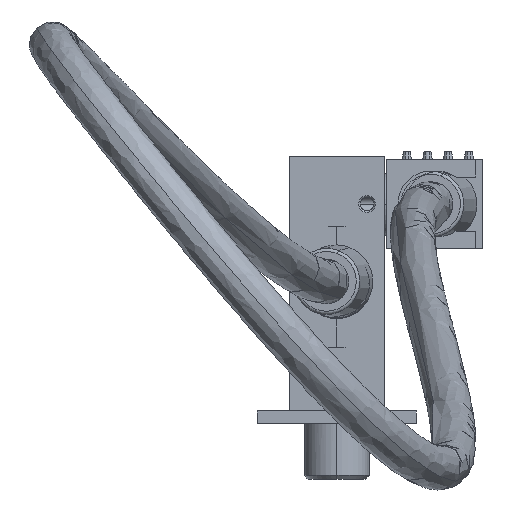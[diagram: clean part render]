
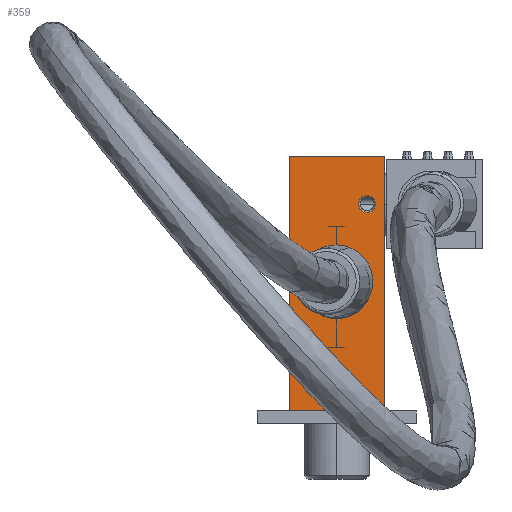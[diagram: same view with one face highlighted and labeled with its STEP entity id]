
A CAD part, front view. The second image highlights one B-rep face of the part: STEP entity #359.
In plain terms, the highlighted planar face has unit normal (0, -1, 0).
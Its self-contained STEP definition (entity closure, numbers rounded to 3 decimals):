
#140=CARTESIAN_POINT('Vertex',(6.9,-15.,65.)) ;
#143=CARTESIAN_POINT('Axis2P3D Location',(9.5,-15.,65.)) ;
#147=CARTESIAN_POINT('Vertex',(9.5,-15.,62.4)) ;
#150=CARTESIAN_POINT('Axis2P3D Location',(9.5,-15.,65.)) ;
#154=CARTESIAN_POINT('Vertex',(12.1,-15.,65.)) ;
#234=CARTESIAN_POINT('Axis2P3D Location',(0.,-15.,0.)) ;
#239=CARTESIAN_POINT('Line Origine',(0.,-15.,0.)) ;
#243=CARTESIAN_POINT('Vertex',(15.,-15.,0.)) ;
#245=CARTESIAN_POINT('Vertex',(-15.,-15.,0.)) ;
#248=CARTESIAN_POINT('Line Origine',(15.,-15.,40.)) ;
#252=CARTESIAN_POINT('Vertex',(15.,-15.,80.)) ;
#255=CARTESIAN_POINT('Line Origine',(0.,-15.,80.)) ;
#259=CARTESIAN_POINT('Vertex',(-15.,-15.,80.)) ;
#262=CARTESIAN_POINT('Line Origine',(-15.,-15.,40.)) ;
#273=CARTESIAN_POINT('Axis2P3D Location',(0.,-15.,40.)) ;
#277=CARTESIAN_POINT('Vertex',(0.,-15.,29.25)) ;
#279=CARTESIAN_POINT('Vertex',(-0.213,-15.,50.748)) ;
#282=CARTESIAN_POINT('Axis2P3D Location',(0.,-15.,40.)) ;
#286=CARTESIAN_POINT('Vertex',(0.,-15.,50.75)) ;
#289=CARTESIAN_POINT('Axis2P3D Location',(0.,-15.,40.)) ;
#293=CARTESIAN_POINT('Vertex',(0.213,-15.,29.252)) ;
#296=CARTESIAN_POINT('Axis2P3D Location',(0.,-15.,40.)) ;
#307=CARTESIAN_POINT('Axis2P3D Location',(9.5,-15.,65.)) ;
#311=CARTESIAN_POINT('Vertex',(9.5,-15.,67.6)) ;
#314=CARTESIAN_POINT('Axis2P3D Location',(9.5,-15.,65.)) ;
#325=CARTESIAN_POINT('Axis2P3D Location',(0.,-15.,6.)) ;
#329=CARTESIAN_POINT('Vertex',(-2.6,-15.,6.)) ;
#331=CARTESIAN_POINT('Vertex',(0.,-15.,8.6)) ;
#334=CARTESIAN_POINT('Axis2P3D Location',(0.,-15.,6.)) ;
#338=CARTESIAN_POINT('Vertex',(2.6,-15.,6.)) ;
#341=CARTESIAN_POINT('Axis2P3D Location',(0.,-15.,6.)) ;
#345=CARTESIAN_POINT('Vertex',(0.,-15.,3.4)) ;
#348=CARTESIAN_POINT('Axis2P3D Location',(0.,-15.,6.)) ;
#241=VECTOR('Line Direction',#240,1.) ;
#250=VECTOR('Line Direction',#249,1.) ;
#257=VECTOR('Line Direction',#256,1.) ;
#264=VECTOR('Line Direction',#263,1.) ;
#144=DIRECTION('Axis2P3D Direction',(0.,-1.,0.)) ;
#151=DIRECTION('Axis2P3D Direction',(0.,-1.,0.)) ;
#235=DIRECTION('Axis2P3D Direction',(-0.,1.,0.)) ;
#236=DIRECTION('Axis2P3D XDirection',(1.,0.,0.)) ;
#240=DIRECTION('Vector Direction',(-1.,0.,0.)) ;
#249=DIRECTION('Vector Direction',(0.,0.,-1.)) ;
#256=DIRECTION('Vector Direction',(1.,0.,0.)) ;
#263=DIRECTION('Vector Direction',(0.,0.,1.)) ;
#274=DIRECTION('Axis2P3D Direction',(-0.,1.,0.)) ;
#283=DIRECTION('Axis2P3D Direction',(-0.,1.,0.)) ;
#290=DIRECTION('Axis2P3D Direction',(-0.,1.,0.)) ;
#297=DIRECTION('Axis2P3D Direction',(-0.,1.,0.)) ;
#308=DIRECTION('Axis2P3D Direction',(-0.,1.,0.)) ;
#315=DIRECTION('Axis2P3D Direction',(-0.,1.,0.)) ;
#326=DIRECTION('Axis2P3D Direction',(-0.,1.,0.)) ;
#335=DIRECTION('Axis2P3D Direction',(-0.,1.,0.)) ;
#342=DIRECTION('Axis2P3D Direction',(-0.,1.,0.)) ;
#349=DIRECTION('Axis2P3D Direction',(-0.,1.,0.)) ;
#145=AXIS2_PLACEMENT_3D('Circle Axis2P3D',#143,#144,$) ;
#152=AXIS2_PLACEMENT_3D('Circle Axis2P3D',#150,#151,$) ;
#237=AXIS2_PLACEMENT_3D('Plane Axis2P3D',#234,#235,#236) ;
#275=AXIS2_PLACEMENT_3D('Circle Axis2P3D',#273,#274,$) ;
#284=AXIS2_PLACEMENT_3D('Circle Axis2P3D',#282,#283,$) ;
#291=AXIS2_PLACEMENT_3D('Circle Axis2P3D',#289,#290,$) ;
#298=AXIS2_PLACEMENT_3D('Circle Axis2P3D',#296,#297,$) ;
#309=AXIS2_PLACEMENT_3D('Circle Axis2P3D',#307,#308,$) ;
#316=AXIS2_PLACEMENT_3D('Circle Axis2P3D',#314,#315,$) ;
#327=AXIS2_PLACEMENT_3D('Circle Axis2P3D',#325,#326,$) ;
#336=AXIS2_PLACEMENT_3D('Circle Axis2P3D',#334,#335,$) ;
#343=AXIS2_PLACEMENT_3D('Circle Axis2P3D',#341,#342,$) ;
#350=AXIS2_PLACEMENT_3D('Circle Axis2P3D',#348,#349,$) ;
#242=LINE('Line',#239,#241) ;
#251=LINE('Line',#248,#250) ;
#258=LINE('Line',#255,#257) ;
#265=LINE('Line',#262,#264) ;
#146=CIRCLE('generated circle',#145,2.6) ;
#153=CIRCLE('generated circle',#152,2.6) ;
#276=CIRCLE('generated circle',#275,10.75) ;
#285=CIRCLE('generated circle',#284,10.75) ;
#292=CIRCLE('generated circle',#291,10.75) ;
#299=CIRCLE('generated circle',#298,10.75) ;
#310=CIRCLE('generated circle',#309,2.6) ;
#317=CIRCLE('generated circle',#316,2.6) ;
#328=CIRCLE('generated circle',#327,2.6) ;
#337=CIRCLE('generated circle',#336,2.6) ;
#344=CIRCLE('generated circle',#343,2.6) ;
#351=CIRCLE('generated circle',#350,2.6) ;
#238=PLANE('',#237) ;
#306=FACE_BOUND('',#301,.T.) ;
#324=FACE_BOUND('',#319,.T.) ;
#358=FACE_BOUND('',#353,.T.) ;
#149=EDGE_CURVE('',#148,#141,#146,.F.) ;
#156=EDGE_CURVE('',#155,#148,#153,.F.) ;
#247=EDGE_CURVE('',#244,#246,#242,.T.) ;
#254=EDGE_CURVE('',#253,#244,#251,.T.) ;
#261=EDGE_CURVE('',#260,#253,#258,.T.) ;
#266=EDGE_CURVE('',#246,#260,#265,.T.) ;
#281=EDGE_CURVE('',#278,#280,#276,.T.) ;
#288=EDGE_CURVE('',#280,#287,#285,.T.) ;
#295=EDGE_CURVE('',#287,#294,#292,.T.) ;
#300=EDGE_CURVE('',#294,#278,#299,.T.) ;
#313=EDGE_CURVE('',#141,#312,#310,.T.) ;
#318=EDGE_CURVE('',#312,#155,#317,.T.) ;
#333=EDGE_CURVE('',#330,#332,#328,.T.) ;
#340=EDGE_CURVE('',#332,#339,#337,.T.) ;
#347=EDGE_CURVE('',#339,#346,#344,.T.) ;
#352=EDGE_CURVE('',#346,#330,#351,.T.) ;
#268=ORIENTED_EDGE('',*,*,#247,.F.) ;
#269=ORIENTED_EDGE('',*,*,#254,.F.) ;
#270=ORIENTED_EDGE('',*,*,#261,.F.) ;
#271=ORIENTED_EDGE('',*,*,#266,.F.) ;
#302=ORIENTED_EDGE('',*,*,#281,.T.) ;
#303=ORIENTED_EDGE('',*,*,#288,.T.) ;
#304=ORIENTED_EDGE('',*,*,#295,.T.) ;
#305=ORIENTED_EDGE('',*,*,#300,.T.) ;
#320=ORIENTED_EDGE('',*,*,#156,.T.) ;
#321=ORIENTED_EDGE('',*,*,#149,.T.) ;
#322=ORIENTED_EDGE('',*,*,#313,.T.) ;
#323=ORIENTED_EDGE('',*,*,#318,.T.) ;
#354=ORIENTED_EDGE('',*,*,#333,.T.) ;
#355=ORIENTED_EDGE('',*,*,#340,.T.) ;
#356=ORIENTED_EDGE('',*,*,#347,.T.) ;
#357=ORIENTED_EDGE('',*,*,#352,.T.) ;
#267=EDGE_LOOP('',(#268,#269,#270,#271)) ;
#301=EDGE_LOOP('',(#302,#303,#304,#305)) ;
#319=EDGE_LOOP('',(#320,#321,#322,#323)) ;
#353=EDGE_LOOP('',(#354,#355,#356,#357)) ;
#141=VERTEX_POINT('',#140) ;
#148=VERTEX_POINT('',#147) ;
#155=VERTEX_POINT('',#154) ;
#244=VERTEX_POINT('',#243) ;
#246=VERTEX_POINT('',#245) ;
#253=VERTEX_POINT('',#252) ;
#260=VERTEX_POINT('',#259) ;
#278=VERTEX_POINT('',#277) ;
#280=VERTEX_POINT('',#279) ;
#287=VERTEX_POINT('',#286) ;
#294=VERTEX_POINT('',#293) ;
#312=VERTEX_POINT('',#311) ;
#330=VERTEX_POINT('',#329) ;
#332=VERTEX_POINT('',#331) ;
#339=VERTEX_POINT('',#338) ;
#346=VERTEX_POINT('',#345) ;
#359=ADVANCED_FACE('MANIFOLD_SOLID_BREP #1466',(#272,#306,#324,#358),#238,.F.) ;
#272=FACE_OUTER_BOUND('',#267,.T.) ;
